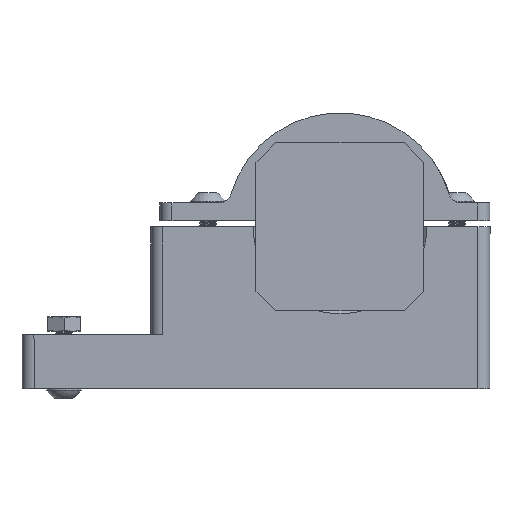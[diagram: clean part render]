
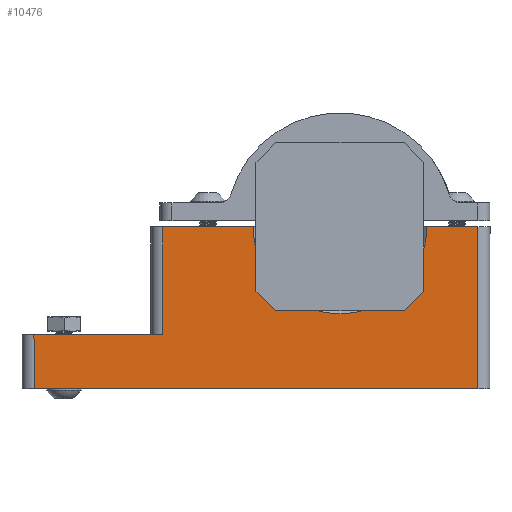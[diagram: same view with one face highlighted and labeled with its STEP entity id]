
A CAD part, front view. The second image highlights one B-rep face of the part: STEP entity #10476.
In plain terms, the highlighted face is planar.
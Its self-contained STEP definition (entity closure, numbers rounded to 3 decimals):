
#1031=CIRCLE('',#11253,14.5);
#1648=FACE_OUTER_BOUND('',#2282,.T.);
#2282=EDGE_LOOP('',(#7354,#7355,#7356,#7357,#7358,#7359,#7360,#7361));
#2975=LINE('',#15564,#3678);
#2992=LINE('',#15651,#3695);
#3006=LINE('',#15694,#3709);
#3007=LINE('',#15698,#3710);
#3008=LINE('',#15699,#3711);
#3009=LINE('',#15700,#3712);
#3010=LINE('',#15701,#3713);
#3678=VECTOR('',#12428,1000.);
#3695=VECTOR('',#12469,1000.);
#3709=VECTOR('',#12505,1000.);
#3710=VECTOR('',#12508,1000.);
#3711=VECTOR('',#12509,1000.);
#3712=VECTOR('',#12510,1000.);
#3713=VECTOR('',#12511,1000.);
#4390=VERTEX_POINT('',#15562);
#4391=VERTEX_POINT('',#15563);
#4412=VERTEX_POINT('',#15648);
#4413=VERTEX_POINT('',#15650);
#4430=VERTEX_POINT('',#15692);
#4431=VERTEX_POINT('',#15693);
#4432=VERTEX_POINT('',#15695);
#4433=VERTEX_POINT('',#15697);
#5518=EDGE_CURVE('',#4390,#4391,#2975,.T.);
#5547=EDGE_CURVE('',#4413,#4412,#2992,.T.);
#5570=EDGE_CURVE('',#4430,#4431,#3006,.T.);
#5571=EDGE_CURVE('',#4431,#4432,#1031,.T.);
#5572=EDGE_CURVE('',#4432,#4433,#3007,.T.);
#5573=EDGE_CURVE('',#4433,#4413,#3008,.T.);
#5574=EDGE_CURVE('',#4412,#4391,#3009,.T.);
#5575=EDGE_CURVE('',#4390,#4430,#3010,.T.);
#7354=ORIENTED_EDGE('',*,*,#5570,.T.);
#7355=ORIENTED_EDGE('',*,*,#5571,.T.);
#7356=ORIENTED_EDGE('',*,*,#5572,.T.);
#7357=ORIENTED_EDGE('',*,*,#5573,.T.);
#7358=ORIENTED_EDGE('',*,*,#5547,.T.);
#7359=ORIENTED_EDGE('',*,*,#5574,.T.);
#7360=ORIENTED_EDGE('',*,*,#5518,.F.);
#7361=ORIENTED_EDGE('',*,*,#5575,.T.);
#10287=PLANE('',#11252);
#10476=ADVANCED_FACE('',(#1648),#10287,.F.);
#11252=AXIS2_PLACEMENT_3D('',#15691,#12503,#12504);
#11253=AXIS2_PLACEMENT_3D('',#15696,#12506,#12507);
#12428=DIRECTION('',(0.,0.,-1.));
#12469=DIRECTION('',(0.,0.,-1.));
#12503=DIRECTION('center_axis',(-1.,0.,0.));
#12504=DIRECTION('ref_axis',(0.,0.,1.));
#12505=DIRECTION('',(0.,0.,-1.));
#12506=DIRECTION('center_axis',(-1.,0.,0.));
#12507=DIRECTION('ref_axis',(0.,0.,
1.));
#12508=DIRECTION('',(0.,0.,-1.));
#12509=DIRECTION('',(0.,1.,0.));
#12510=DIRECTION('',(0.,1.,0.));
#12511=DIRECTION('',(0.,-1.,0.));
#15562=CARTESIAN_POINT('',(62.15,9.,-2.));
#15563=CARTESIAN_POINT('',(62.15,9.,-76.));
#15564=CARTESIAN_POINT('',(62.15,9.,0.));
#15648=CARTESIAN_POINT('',(62.15,0.,-76.));
#15650=CARTESIAN_POINT('',(62.15,0.,-54.5));
#15651=CARTESIAN_POINT('',(62.15,0.,0.));
#15691=CARTESIAN_POINT('Origin',(62.15,9.,0.));
#15692=CARTESIAN_POINT('',(62.15,-18.,-2.));
#15693=CARTESIAN_POINT('',(62.15,-18.,-10.5));
#15694=CARTESIAN_POINT('',(62.15,-18.,0.));
#15695=CARTESIAN_POINT('',(62.15,-18.,-39.5));
#15696=CARTESIAN_POINT('Origin',(62.15,-18.,-25.));
#15697=CARTESIAN_POINT('',(62.15,-18.,-54.5));
#15698=CARTESIAN_POINT('',(62.15,-18.,-55.));
#15699=CARTESIAN_POINT('',(62.15,0.,-54.5));
#15700=CARTESIAN_POINT('',(62.15,9.,-76.));
#15701=CARTESIAN_POINT('',(62.15,9.,-2.));
